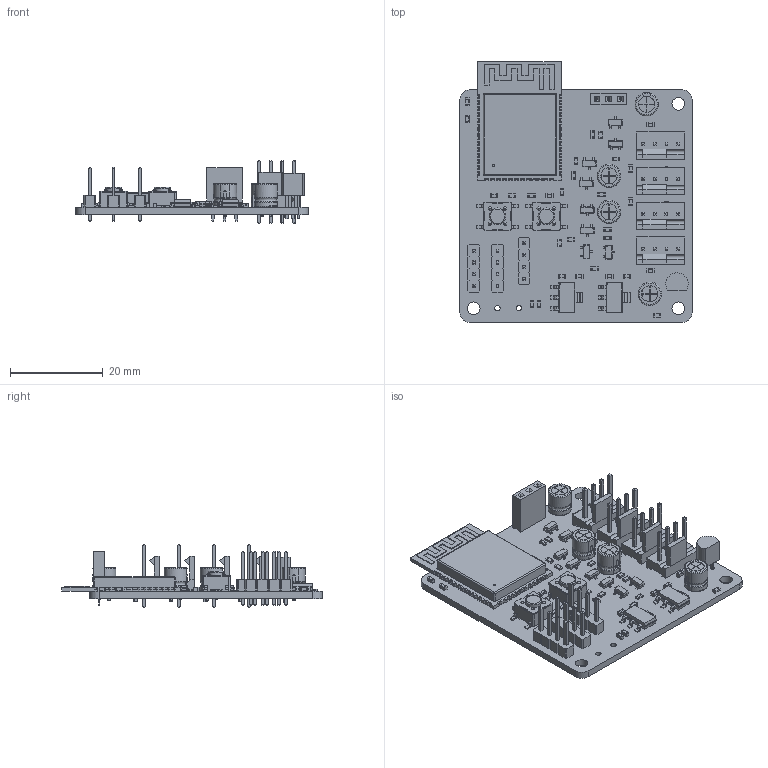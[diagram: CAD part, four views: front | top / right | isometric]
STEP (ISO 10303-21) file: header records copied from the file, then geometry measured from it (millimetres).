
FILE_DESCRIPTION(('KiCad electronic assembly'),'2;1');
FILE_NAME('fan_control.step','2025-08-30T18:42:57',('Pcbnew'),('Kicad'), 'Open CASCADE STEP processor 7.9','KiCad to STEP converter','Unknown' );
FILE_SCHEMA(('AUTOMOTIVE_DESIGN { 1 0 10303 214 1 1 1 1 }'));
Length unit declared in the file: millimetre
Products named in the file (13): fan_control 1; R_0603_1608Metric; C_0603_1608Metric; SOT-23-3; CP_Radial_D5.0mm_P2.00mm; SOT-223; ESP32-S3-WROOM-1; PinHeader_1x04_P2.54mm_Vertical; FanPinHeader_1x04_P2.54mm_Vertical; TO-92; SW_SPST_PTS645Sx43SMTR92; PinSocket_1x03_P2.54mm_Vertical; fan_control_PCB
Assembly tree (56 placements, depth 2):
  fan_control 1
    R_0603_1608Metric  x15
    C_0603_1608Metric  x14
    SOT-23-3  x8
    CP_Radial_D5.0mm_P2.00mm  x4
    SOT-223  x2
    ESP32-S3-WROOM-1
    PinHeader_1x04_P2.54mm_Vertical  x3
    FanPinHeader_1x04_P2.54mm_Vertical  x4
    TO-92
    SW_SPST_PTS645Sx43SMTR92  x2
    PinSocket_1x03_P2.54mm_Vertical
    fan_control_PCB
Bounding box: 50 x 56.05 x 13.5 mm (x, y, z)
Volume: 6636.6 mm3; surface area: 11557.4 mm2
Topology: 107 solids, 111 shells, 4045 faces, 9886 edges, 6204 vertices
Faces by surface type: plane 3170, cylinder 665, bspline 168, revolution 28, torus 10, sphere 4
Full cylindrical faces by diameter (mm): 0.5 x9, 0.7 x8, 0.75 x3, 0.8 x8, 1 x15, 1.02 x16, 1.1 x4, 1.15 x2, 2.7 x3, 3.5 x2, 3.6 x2
Entity records: 72881 total; most frequent: CARTESIAN_POINT 10696, ORIENTED_EDGE 9627, DIRECTION 9299, EDGE_CURVE 4814, LINE 4268, VECTOR 4268, VERTEX_POINT 2990, AXIS2_PLACEMENT_3D 2511
